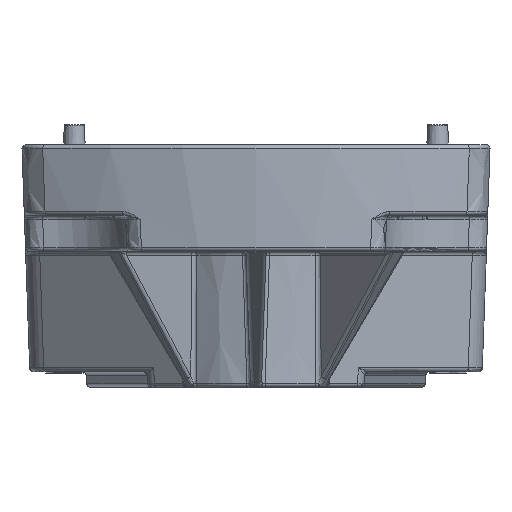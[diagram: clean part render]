
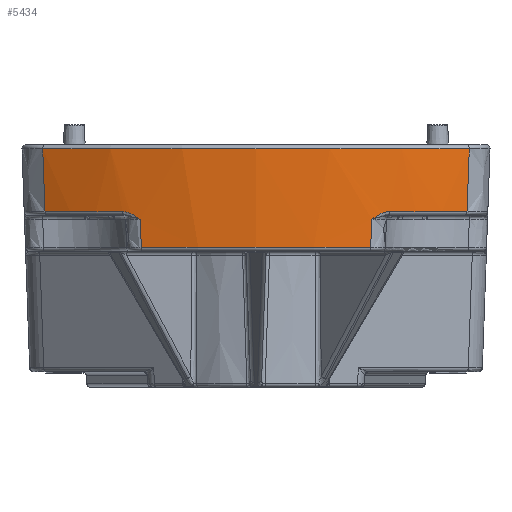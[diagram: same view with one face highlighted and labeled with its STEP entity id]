
A CAD part, front view. The second image highlights one B-rep face of the part: STEP entity #5434.
In plain terms, the highlighted conical face has half-angle 2 degrees and reference radius 69.032 mm.
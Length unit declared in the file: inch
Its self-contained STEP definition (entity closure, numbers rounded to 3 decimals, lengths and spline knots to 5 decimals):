
#65 = ORIENTED_EDGE ( 'NONE', *, *, #43452, .T. ) ;
#213 = CARTESIAN_POINT ( 'NONE',  ( 0.71644, -3.43028, -0.48886 ) ) ;
#1343 = CARTESIAN_POINT ( 'NONE',  ( 0.77812, -3.41489, -0.42454 ) ) ;
#1695 = DIRECTION ( 'NONE',  ( 0., 0., 1. ) ) ;
#2243 = DIRECTION ( 'NONE',  ( 1., 0., 0. ) ) ;
#3415 = VERTEX_POINT ( 'NONE', #27677 ) ;
#3548 = DIRECTION ( 'NONE',  ( 0., 0., -1. ) ) ;
#3660 = B_SPLINE_CURVE_WITH_KNOTS ( 'NONE', 3,
 ( #25011, #29223, #21181, #50597, #25388, #213, #29597 ),
 .UNSPECIFIED., .F., .F.,
 ( 4, 3, 4 ),
 ( 0.00061, 0.00297, 0.00505 ),
 .UNSPECIFIED. ) ;
#3757 = CARTESIAN_POINT ( 'NONE',  ( -1.31121, -3.19556, -0.28421 ) ) ;
#4346 = CARTESIAN_POINT ( 'NONE',  ( 0., -0.82631, 0. ) ) ;
#5137 = VERTEX_POINT ( 'NONE', #17256 ) ;
#5434 = ADVANCED_FACE ( 'NONE', ( #23080 ), #19121, .T. ) ;
#5592 = CARTESIAN_POINT ( 'NONE',  ( 0.80689, -3.40641, -0.41504 ) ) ;
#7050 = CARTESIAN_POINT ( 'NONE',  ( -1.30646, -3.19303, -0.41337 ) ) ;
#7615 = B_SPLINE_CURVE_WITH_KNOTS ( 'NONE', 3,
 ( #22295, #43210, #26505, #1343, #30723, #5592, #34974, #9814 ),
 .UNSPECIFIED., .F., .F.,
 ( 4, 2, 2, 4 ),
 ( -0.00001, 0.00158, 0.00238, 0.00317 ),
 .UNSPECIFIED. ) ;
#8018 = DIRECTION ( 'NONE',  ( 0., 0., 1. ) ) ;
#8158 = AXIS2_PLACEMENT_3D ( 'NONE', #33156, #8018, #37357 ) ;
#9814 = CARTESIAN_POINT ( 'NONE',  ( 0.8268, -3.40014, -0.41337 ) ) ;
#10387 = CARTESIAN_POINT ( 'NONE',  ( -0.8268, -3.40014, -0.41337 ) ) ;
#10969 = CIRCLE ( 'NONE', #17839, 2.7169 ) ;
#11398 = CARTESIAN_POINT ( 'NONE',  ( 0.71766, -3.43094, -0.46163 ) ) ;
#11425 = AXIS2_PLACEMENT_3D ( 'NONE', #26847, #1695, #31068 ) ;
#11468 = CARTESIAN_POINT ( 'NONE',  ( -0.70992, -3.42675, -0.63587 ) ) ;
#12765 = ORIENTED_EDGE ( 'NONE', *, *, #49632, .T. ) ;
#13501 = CARTESIAN_POINT ( 'NONE',  ( 1.3207, -3.20061, -0.02587 ) ) ;
#15007 = ORIENTED_EDGE ( 'NONE', *, *, #54346, .T. ) ;
#15079 = CARTESIAN_POINT ( 'NONE',  ( -0.81673, -3.40338, -0.41337 ) ) ;
#15232 = CARTESIAN_POINT ( 'NONE',  ( -0.71766, -3.43094, -0.46163 ) ) ;
#15244 = CARTESIAN_POINT ( 'NONE',  ( -0.71402, -3.42898, -0.54333 ) ) ;
#16763 = B_SPLINE_CURVE_WITH_KNOTS ( 'NONE', 3,
 ( #36185, #27732, #40399, #15244, #44618, #19471, #48888 ),
 .UNSPECIFIED., .F., .F.,
 ( 4, 3, 4 ),
 ( 0.00061, 0.00269, 0.00505 ),
 .UNSPECIFIED. ) ;
#17156 = CARTESIAN_POINT ( 'NONE',  ( 0.70992, -3.42675, -0.63587 ) ) ;
#17256 = CARTESIAN_POINT ( 'NONE',  ( 1.30646, -3.19303, -0.41337 ) ) ;
#17346 = CARTESIAN_POINT ( 'NONE',  ( 1.31121, -3.19556, -0.28421 ) ) ;
#17839 = AXIS2_PLACEMENT_3D ( 'NONE', #28690, #3548, #32934 ) ;
#18873 = CARTESIAN_POINT ( 'NONE',  ( 0.8268, -3.40014, -0.41337 ) ) ;
#19121 = CONICAL_SURFACE ( 'NONE', #22560, 2.71781, 0.035 ) ;
#19306 = CARTESIAN_POINT ( 'NONE',  ( -0.78752, -3.41219, -0.42062 ) ) ;
#19471 = CARTESIAN_POINT ( 'NONE',  ( -0.71128, -3.42749, -0.60502 ) ) ;
#19999 = ORIENTED_EDGE ( 'NONE', *, *, #52406, .T. ) ;
#20410 = VERTEX_POINT ( 'NONE', #49717 ) ;
#20482 = CARTESIAN_POINT ( 'NONE',  ( -1.31596, -3.19809, -0.15504 ) ) ;
#20564 = B_SPLINE_CURVE_WITH_KNOTS ( 'NONE', 3,
 ( #27553, #15079, #44441, #19306, #48720, #23531, #52951, #27746 ),
 .UNSPECIFIED., .F., .F.,
 ( 4, 2, 2, 4 ),
 ( 0., 0.00079, 0.00159, 0.00318 ),
 .UNSPECIFIED. ) ;
#21181 = CARTESIAN_POINT ( 'NONE',  ( 0.71265, -3.42824, -0.57418 ) ) ;
#22295 = CARTESIAN_POINT ( 'NONE',  ( 0.71766, -3.43094, -0.46163 ) ) ;
#22560 = AXIS2_PLACEMENT_3D ( 'NONE', #4346, #38127, #50677 ) ;
#23080 = FACE_OUTER_BOUND ( 'NONE', #44657, .T. ) ;
#23449 = VERTEX_POINT ( 'NONE', #15232 ) ;
#23531 = CARTESIAN_POINT ( 'NONE',  ( -0.75112, -3.4224, -0.43814 ) ) ;
#24015 = VERTEX_POINT ( 'NONE', #11398 ) ;
#24670 = CARTESIAN_POINT ( 'NONE',  ( -1.3207, -3.20061, -0.02587 ) ) ;
#25011 = CARTESIAN_POINT ( 'NONE',  ( 0.70992, -3.42675, -0.63587 ) ) ;
#25388 = CARTESIAN_POINT ( 'NONE',  ( 0.71523, -3.42963, -0.5161 ) ) ;
#26505 = CARTESIAN_POINT ( 'NONE',  ( 0.75112, -3.4224, -0.43814 ) ) ;
#26705 = ORIENTED_EDGE ( 'NONE', *, *, #48428, .T. ) ;
#26847 = CARTESIAN_POINT ( 'NONE',  ( 0., -0.82631, -0.41337 ) ) ;
#27403 = DIRECTION ( 'NONE',  ( 0., 0., 1. ) ) ;
#27477 = ORIENTED_EDGE ( 'NONE', *, *, #43672, .T. ) ;
#27552 = B_SPLINE_CURVE_WITH_KNOTS ( 'NONE', 3,
 ( #30177, #17346, #38637, #13501 ),
 .UNSPECIFIED., .F., .F.,
 ( 4, 4 ),
 ( 0.00061, 0.01046 ),
 .UNSPECIFIED. ) ;
#27553 = CARTESIAN_POINT ( 'NONE',  ( -0.8268, -3.40014, -0.41337 ) ) ;
#27677 = CARTESIAN_POINT ( 'NONE',  ( 1.3207, -3.20061, -0.02587 ) ) ;
#27732 = CARTESIAN_POINT ( 'NONE',  ( -0.71644, -3.43028, -0.48886 ) ) ;
#27746 = CARTESIAN_POINT ( 'NONE',  ( -0.71766, -3.43094, -0.46163 ) ) ;
#28690 = CARTESIAN_POINT ( 'NONE',  ( 0., -0.82631, -0.02587 ) ) ;
#29223 = CARTESIAN_POINT ( 'NONE',  ( 0.71128, -3.42749, -0.60502 ) ) ;
#29597 = CARTESIAN_POINT ( 'NONE',  ( 0.71766, -3.43094, -0.46163 ) ) ;
#30111 = CIRCLE ( 'NONE', #11425, 2.70337 ) ;
#30177 = CARTESIAN_POINT ( 'NONE',  ( 1.30646, -3.19303, -0.41337 ) ) ;
#30723 = CARTESIAN_POINT ( 'NONE',  ( 0.78752, -3.41219, -0.42062 ) ) ;
#31068 = DIRECTION ( 'NONE',  ( 1., 0., 0. ) ) ;
#32610 = VERTEX_POINT ( 'NONE', #18873 ) ;
#32934 = DIRECTION ( 'NONE',  ( 1., 0., 0. ) ) ;
#33144 = CARTESIAN_POINT ( 'NONE',  ( -1.30646, -3.19303, -0.41337 ) ) ;
#33156 = CARTESIAN_POINT ( 'NONE',  ( 0., -0.82631, -0.41337 ) ) ;
#33947 = ORIENTED_EDGE ( 'NONE', *, *, #48782, .T. ) ;
#34749 = VERTEX_POINT ( 'NONE', #11468 ) ;
#34868 = ORIENTED_EDGE ( 'NONE', *, *, #41219, .T. ) ;
#34974 = CARTESIAN_POINT ( 'NONE',  ( 0.81673, -3.40338, -0.41337 ) ) ;
#35386 = B_SPLINE_CURVE_WITH_KNOTS ( 'NONE', 3,
 ( #24670, #20482, #3757, #33144 ),
 .UNSPECIFIED., .F., .F.,
 ( 4, 4 ),
 ( 0.00066, 0.01051 ),
 .UNSPECIFIED. ) ;
#36185 = CARTESIAN_POINT ( 'NONE',  ( -0.71766, -3.43094, -0.46163 ) ) ;
#37357 = DIRECTION ( 'NONE',  ( 1., 0., 0. ) ) ;
#38127 = DIRECTION ( 'NONE',  ( 0., 0., 1. ) ) ;
#38637 = CARTESIAN_POINT ( 'NONE',  ( 1.31596, -3.19809, -0.15504 ) ) ;
#40399 = CARTESIAN_POINT ( 'NONE',  ( -0.71523, -3.42963, -0.5161 ) ) ;
#40513 = ORIENTED_EDGE ( 'NONE', *, *, #43594, .T. ) ;
#41072 = CIRCLE ( 'NONE', #46392, 2.6956 ) ;
#41172 = VERTEX_POINT ( 'NONE', #17156 ) ;
#41219 = EDGE_CURVE ( 'NONE', #5137, #3415, #27552, .T. ) ;
#43210 = CARTESIAN_POINT ( 'NONE',  ( 0.73436, -3.42676, -0.44982 ) ) ;
#43452 = EDGE_CURVE ( 'NONE', #41172, #24015, #3660, .T. ) ;
#43594 = EDGE_CURVE ( 'NONE', #45588, #45975, #30111, .T. ) ;
#43672 = EDGE_CURVE ( 'NONE', #45975, #23449, #20564, .T. ) ;
#44441 = CARTESIAN_POINT ( 'NONE',  ( -0.80689, -3.40641, -0.41504 ) ) ;
#44618 = CARTESIAN_POINT ( 'NONE',  ( -0.71265, -3.42824, -0.57418 ) ) ;
#44657 = EDGE_LOOP ( 'NONE', ( #65, #19999, #12765, #34868, #47304, #26705, #40513, #27477, #15007, #33947 ) ) ;
#45588 = VERTEX_POINT ( 'NONE', #7050 ) ;
#45975 = VERTEX_POINT ( 'NONE', #10387 ) ;
#46392 = AXIS2_PLACEMENT_3D ( 'NONE', #52629, #27403, #2243 ) ;
#47304 = ORIENTED_EDGE ( 'NONE', *, *, #53999, .T. ) ;
#48428 = EDGE_CURVE ( 'NONE', #20410, #45588, #35386, .T. ) ;
#48720 = CARTESIAN_POINT ( 'NONE',  ( -0.77812, -3.41489, -0.42454 ) ) ;
#48782 = EDGE_CURVE ( 'NONE', #34749, #41172, #41072, .T. ) ;
#48888 = CARTESIAN_POINT ( 'NONE',  ( -0.70992, -3.42675, -0.63587 ) ) ;
#49632 = EDGE_CURVE ( 'NONE', #32610, #5137, #53574, .T. ) ;
#49717 = CARTESIAN_POINT ( 'NONE',  ( -1.3207, -3.20061, -0.02587 ) ) ;
#50597 = CARTESIAN_POINT ( 'NONE',  ( 0.71402, -3.42898, -0.54333 ) ) ;
#50677 = DIRECTION ( 'NONE',  ( -1., 0., 0. ) ) ;
#52406 = EDGE_CURVE ( 'NONE', #24015, #32610, #7615, .T. ) ;
#52629 = CARTESIAN_POINT ( 'NONE',  ( 0., -0.82631, -0.63587 ) ) ;
#52951 = CARTESIAN_POINT ( 'NONE',  ( -0.73434, -3.42677, -0.44983 ) ) ;
#53574 = CIRCLE ( 'NONE', #8158, 2.70337 ) ;
#53999 = EDGE_CURVE ( 'NONE', #3415, #20410, #10969, .T. ) ;
#54346 = EDGE_CURVE ( 'NONE', #23449, #34749, #16763, .T. ) ;
